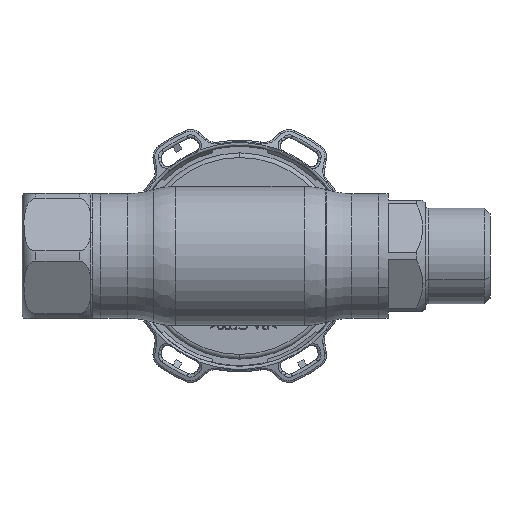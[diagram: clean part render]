
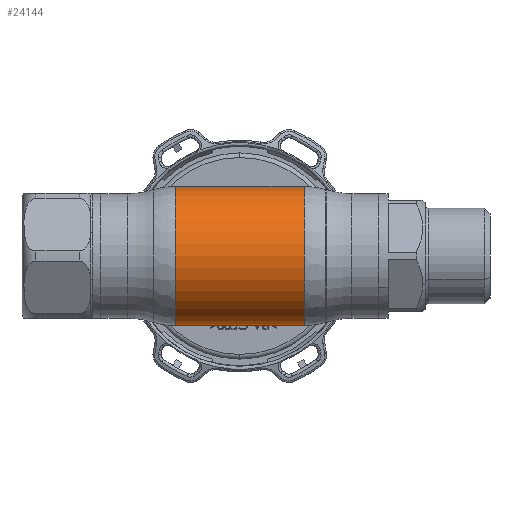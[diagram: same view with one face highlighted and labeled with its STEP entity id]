
A CAD part, front view. The second image highlights one B-rep face of the part: STEP entity #24144.
In plain terms, the highlighted cylindrical face has radius 15 mm (diameter 30 mm), a partial arc.
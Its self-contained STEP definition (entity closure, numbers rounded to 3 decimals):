
#3333 = CARTESIAN_POINT ( 'NONE',  ( -62.69, 0., 15. ) ) ;
#3778 = EDGE_LOOP ( 'NONE', ( #26447, #19026, #20349, #34642 ) ) ;
#3864 = CARTESIAN_POINT ( 'NONE',  ( -13.909, 0., -15. ) ) ;
#4664 = FACE_OUTER_BOUND ( 'NONE', #3778, .T. ) ;
#4987 = DIRECTION ( 'NONE',  ( 0., 0., 1. ) ) ;
#5202 = EDGE_CURVE ( 'NONE', #23762, #24288, #23563, .T. ) ;
#5339 = DIRECTION ( 'NONE',  ( -1., 0., 0. ) ) ;
#6532 = CARTESIAN_POINT ( 'NONE',  ( -13.909, 0., 15. ) ) ;
#11788 = EDGE_CURVE ( 'NONE', #23762, #28344, #34746, .T. ) ;
#11885 = EDGE_CURVE ( 'NONE', #24288, #13168, #14266, .T. ) ;
#11894 = AXIS2_PLACEMENT_3D ( 'NONE', #29057, #32338, #34744 ) ;
#12137 = VECTOR ( 'NONE', #30450, 1000. ) ;
#13168 = VERTEX_POINT ( 'NONE', #6532 ) ;
#13661 = AXIS2_PLACEMENT_3D ( 'NONE', #21542, #5339, #4987 ) ;
#14266 = LINE ( 'NONE', #3333, #12137 ) ;
#15920 = DIRECTION ( 'NONE',  ( 0., 0., 1. ) ) ;
#17778 = DIRECTION ( 'NONE',  ( -1., 0., 0. ) ) ;
#17935 = VECTOR ( 'NONE', #17778, 1000. ) ;
#19026 = ORIENTED_EDGE ( 'NONE', *, *, #5202, .T. ) ;
#20349 = ORIENTED_EDGE ( 'NONE', *, *, #11885, .T. ) ;
#21199 = CARTESIAN_POINT ( 'NONE',  ( 13.909, 0., 0. ) ) ;
#21408 = CARTESIAN_POINT ( 'NONE',  ( -62.69, 0., -15. ) ) ;
#21542 = CARTESIAN_POINT ( 'NONE',  ( -13.909, 0., 0. ) ) ;
#21817 = AXIS2_PLACEMENT_3D ( 'NONE', #21199, #32493, #15920 ) ;
#23563 = CIRCLE ( 'NONE', #21817, 15. ) ;
#23604 = CYLINDRICAL_SURFACE ( 'NONE', #11894, 15. ) ;
#23762 = VERTEX_POINT ( 'NONE', #34260 ) ;
#24144 = ADVANCED_FACE ( 'NONE', ( #4664 ), #23604, .T. ) ;
#24288 = VERTEX_POINT ( 'NONE', #24673 ) ;
#24593 = EDGE_CURVE ( 'NONE', #28344, #13168, #30508, .T. ) ;
#24673 = CARTESIAN_POINT ( 'NONE',  ( 13.909, 0., 15. ) ) ;
#26447 = ORIENTED_EDGE ( 'NONE', *, *, #11788, .F. ) ;
#28344 = VERTEX_POINT ( 'NONE', #3864 ) ;
#29057 = CARTESIAN_POINT ( 'NONE',  ( -62.69, 0., 0. ) ) ;
#30450 = DIRECTION ( 'NONE',  ( -1., 0., 0. ) ) ;
#30508 = CIRCLE ( 'NONE', #13661, 15. ) ;
#32338 = DIRECTION ( 'NONE',  ( -1., 0., 0. ) ) ;
#32493 = DIRECTION ( 'NONE',  ( -1., 0., 0. ) ) ;
#34260 = CARTESIAN_POINT ( 'NONE',  ( 13.909, 0., -15. ) ) ;
#34642 = ORIENTED_EDGE ( 'NONE', *, *, #24593, .F. ) ;
#34744 = DIRECTION ( 'NONE',  ( 0., 0., 1. ) ) ;
#34746 = LINE ( 'NONE', #21408, #17935 ) ;
